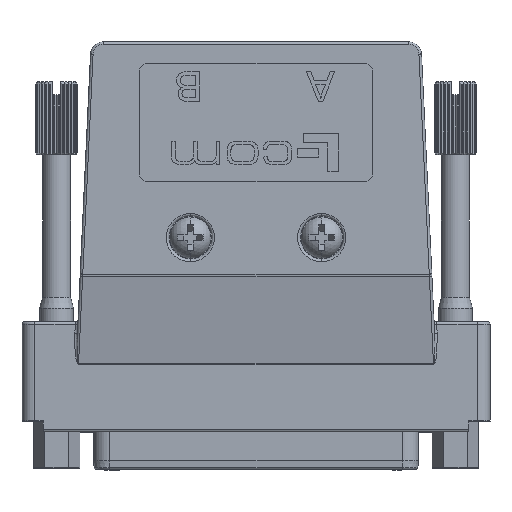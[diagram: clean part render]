
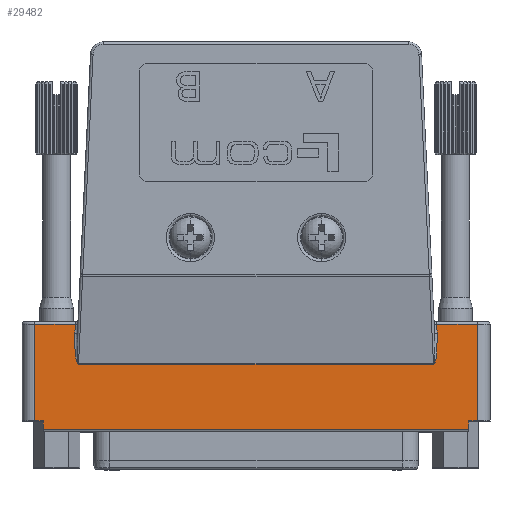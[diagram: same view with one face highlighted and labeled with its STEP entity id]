
A CAD part, top view. The second image highlights one B-rep face of the part: STEP entity #29482.
In plain terms, the highlighted planar face has unit normal (0, 0, 1).
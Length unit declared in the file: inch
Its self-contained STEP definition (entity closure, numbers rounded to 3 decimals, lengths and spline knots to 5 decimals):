
#7434 = PLANE ( 'NONE',  #89645 ) ;
#7435 = CARTESIAN_POINT ( 'NONE',  ( -1.08661, 0.51181, 0.30512 ) ) ;
#7440 = DIRECTION ( 'NONE',  ( 0., 0., -1. ) ) ;
#7441 = DIRECTION ( 'NONE',  ( -1., 0., 0. ) ) ;
#8066 = FACE_OUTER_BOUND ( 'NONE', #72686, .T. ) ;
#29482 = ADVANCED_FACE ( 'NONE', ( #8066 ), #7434, .F. ) ;
#38639 = VERTEX_POINT ( 'NONE', #51129 ) ;
#38665 = VERTEX_POINT ( 'NONE', #51166 ) ;
#38668 = VERTEX_POINT ( 'NONE', #51169 ) ;
#38672 = VERTEX_POINT ( 'NONE', #51174 ) ;
#38677 = VERTEX_POINT ( 'NONE', #51181 ) ;
#38678 = VERTEX_POINT ( 'NONE', #51183 ) ;
#38684 = VERTEX_POINT ( 'NONE', #51192 ) ;
#38689 = VERTEX_POINT ( 'NONE', #51198 ) ;
#38693 = VERTEX_POINT ( 'NONE', #51202 ) ;
#38695 = VERTEX_POINT ( 'NONE', #51205 ) ;
#38697 = VERTEX_POINT ( 'NONE', #51208 ) ;
#38699 = VERTEX_POINT ( 'NONE', #51212 ) ;
#38702 = VERTEX_POINT ( 'NONE', #51218 ) ;
#38703 = VERTEX_POINT ( 'NONE', #51220 ) ;
#45309 = EDGE_CURVE ( 'NONE', #38672, #38665, #68442, .T. ) ;
#45322 = EDGE_CURVE ( 'NONE', #38668, #38639, #68469, .T. ) ;
#45372 = EDGE_CURVE ( 'NONE', #38677, #38684, #68555, .T. ) ;
#45373 = EDGE_CURVE ( 'NONE', #38684, #38693, #77233, .T. ) ;
#45376 = EDGE_CURVE ( 'NONE', #38693, #38695, #68566, .T. ) ;
#45379 = EDGE_CURVE ( 'NONE', #38695, #38697, #68569, .T. ) ;
#45382 = EDGE_CURVE ( 'NONE', #38697, #38668, #68575, .T. ) ;
#45385 = EDGE_CURVE ( 'NONE', #38639, #38689, #68581, .T. ) ;
#45387 = EDGE_CURVE ( 'NONE', #38689, #38699, #68586, .T. ) ;
#45390 = EDGE_CURVE ( 'NONE', #38672, #38699, #68593, .T. ) ;
#45394 = EDGE_CURVE ( 'NONE', #38665, #38678, #68599, .T. ) ;
#45395 = EDGE_CURVE ( 'NONE', #38678, #38702, #68605, .T. ) ;
#45398 = EDGE_CURVE ( 'NONE', #38702, #38703, #68611, .T. ) ;
#45402 = EDGE_CURVE ( 'NONE', #38703, #38677, #77235, .T. ) ;
#51129 = CARTESIAN_POINT ( 'NONE',  ( -0.98819, 0.05118, 0.30512 ) ) ;
#51166 = CARTESIAN_POINT ( 'NONE',  ( 1.02756, 0.05118, 0.30512 ) ) ;
#51169 = CARTESIAN_POINT ( 'NONE',  ( -1.02756, 0.05118, 0.30512 ) ) ;
#51174 = CARTESIAN_POINT ( 'NONE',  ( 0.98819, 0.05118, 0.30512 ) ) ;
#51181 = CARTESIAN_POINT ( 'NONE',  ( 0.82406, 0.31398, 0.30512 ) ) ;
#51183 = CARTESIAN_POINT ( 'NONE',  ( 1.02756, 0.5, 0.30512 ) ) ;
#51192 = CARTESIAN_POINT ( 'NONE',  ( -0.82406, 0.31398, 0.30512 ) ) ;
#51198 = CARTESIAN_POINT ( 'NONE',  ( -0.98819, 0.01181, 0.30512 ) ) ;
#51202 = CARTESIAN_POINT ( 'NONE',  ( -0.84111, 0.45821, 0.30512 ) ) ;
#51205 = CARTESIAN_POINT ( 'NONE',  ( -0.83915, 0.5, 0.30512 ) ) ;
#51208 = CARTESIAN_POINT ( 'NONE',  ( -1.02756, 0.5, 0.30512 ) ) ;
#51212 = CARTESIAN_POINT ( 'NONE',  ( 0.98819, 0.01181, 0.30512 ) ) ;
#51218 = CARTESIAN_POINT ( 'NONE',  ( 0.83915, 0.5, 0.30512 ) ) ;
#51220 = CARTESIAN_POINT ( 'NONE',  ( 0.84111, 0.45821, 0.30512 ) ) ;
#68442 = LINE ( 'NONE', #75662, #68448 ) ;
#68448 = VECTOR ( 'NONE', #75653, 39.37008 ) ;
#68469 = LINE ( 'NONE', #75697, #68477 ) ;
#68477 = VECTOR ( 'NONE', #75698, 39.37008 ) ;
#68555 = LINE ( 'NONE', #75751, #68563 ) ;
#68563 = VECTOR ( 'NONE', #75753, 39.37008 ) ;
#68566 = LINE ( 'NONE', #75761, #68573 ) ;
#68569 = LINE ( 'NONE', #75764, #68578 ) ;
#68573 = VECTOR ( 'NONE', #75763, 39.37008 ) ;
#68575 = LINE ( 'NONE', #75766, #68583 ) ;
#68578 = VECTOR ( 'NONE', #75765, 39.37008 ) ;
#68581 = LINE ( 'NONE', #75768, #68590 ) ;
#68583 = VECTOR ( 'NONE', #75767, 39.37008 ) ;
#68586 = LINE ( 'NONE', #75771, #68596 ) ;
#68590 = VECTOR ( 'NONE', #75769, 39.37008 ) ;
#68593 = LINE ( 'NONE', #75776, #68602 ) ;
#68596 = VECTOR ( 'NONE', #75774, 39.37008 ) ;
#68599 = LINE ( 'NONE', #75780, #68608 ) ;
#68602 = VECTOR ( 'NONE', #75779, 39.37008 ) ;
#68605 = LINE ( 'NONE', #75785, #68614 ) ;
#68608 = VECTOR ( 'NONE', #75783, 39.37008 ) ;
#68611 = LINE ( 'NONE', #75787, #68618 ) ;
#68614 = VECTOR ( 'NONE', #75786, 39.37008 ) ;
#68618 = VECTOR ( 'NONE', #75788, 39.37008 ) ;
#70888 = ORIENTED_EDGE ( 'NONE', *, *, #45372, .T. ) ;
#70890 = ORIENTED_EDGE ( 'NONE', *, *, #45373, .T. ) ;
#70892 = ORIENTED_EDGE ( 'NONE', *, *, #45376, .T. ) ;
#70894 = ORIENTED_EDGE ( 'NONE', *, *, #45379, .T. ) ;
#70896 = ORIENTED_EDGE ( 'NONE', *, *, #45382, .T. ) ;
#70898 = ORIENTED_EDGE ( 'NONE', *, *, #45322, .T. ) ;
#70901 = ORIENTED_EDGE ( 'NONE', *, *, #45385, .T. ) ;
#70902 = ORIENTED_EDGE ( 'NONE', *, *, #45387, .T. ) ;
#70903 = ORIENTED_EDGE ( 'NONE', *, *, #45390, .F. ) ;
#70905 = ORIENTED_EDGE ( 'NONE', *, *, #45309, .T. ) ;
#70906 = ORIENTED_EDGE ( 'NONE', *, *, #45394, .T. ) ;
#70908 = ORIENTED_EDGE ( 'NONE', *, *, #45395, .T. ) ;
#70911 = ORIENTED_EDGE ( 'NONE', *, *, #45398, .T. ) ;
#70913 = ORIENTED_EDGE ( 'NONE', *, *, #45402, .T. ) ;
#72686 = EDGE_LOOP ( 'NONE', ( #70888, #70890, #70892, #70894, #70896, #70898, #70901, #70902, #70903, #70905, #70906, #70908, #70911, #70913 ) ) ;
#75653 = DIRECTION ( 'NONE',  ( 1., 0., 0. ) ) ;
#75662 = CARTESIAN_POINT ( 'NONE',  ( 0.98819, 0.05118, 0.30512 ) ) ;
#75697 = CARTESIAN_POINT ( 'NONE',  ( -0.98819, 0.05118, 0.30512 ) ) ;
#75698 = DIRECTION ( 'NONE',  ( 1., 0., 0. ) ) ;
#75738 = CARTESIAN_POINT ( 'NONE',  ( -0.83799, 0.31398, 0.30512 ) ) ;
#75744 = CARTESIAN_POINT ( 'NONE',  ( -0.82406, 0.31398, 0.30512 ) ) ;
#75751 = CARTESIAN_POINT ( 'NONE',  ( -0.83602, 0.31398, 0.30512 ) ) ;
#75753 = DIRECTION ( 'NONE',  ( -1., 0., 0. ) ) ;
#75756 = CARTESIAN_POINT ( 'NONE',  ( 0.84508, 0.37386, 0.30512 ) ) ;
#75758 = CARTESIAN_POINT ( 'NONE',  ( 0.84111, 0.45821, 0.30512 ) ) ;
#75759 = CARTESIAN_POINT ( 'NONE',  ( -0.84508, 0.37386, 0.30512 ) ) ;
#75760 = CARTESIAN_POINT ( 'NONE',  ( -0.84111, 0.45821, 0.30512 ) ) ;
#75761 = CARTESIAN_POINT ( 'NONE',  ( -0.83857, 0.51237, 0.30512 ) ) ;
#75763 = DIRECTION ( 'NONE',  ( 0.047, 0.999, 0. ) ) ;
#75764 = CARTESIAN_POINT ( 'NONE',  ( -1.08661, 0.5, 0.30512 ) ) ;
#75765 = DIRECTION ( 'NONE',  ( -1., 0., 0. ) ) ;
#75766 = CARTESIAN_POINT ( 'NONE',  ( -1.02756, 0.51181, 0.30512 ) ) ;
#75767 = DIRECTION ( 'NONE',  ( 0., -1., 0. ) ) ;
#75768 = CARTESIAN_POINT ( 'NONE',  ( -0.98819, 0.05118, 0.30512 ) ) ;
#75769 = DIRECTION ( 'NONE',  ( 0., -1., 0. ) ) ;
#75771 = CARTESIAN_POINT ( 'NONE',  ( -1.08661, 0.01181, 0.30512 ) ) ;
#75774 = DIRECTION ( 'NONE',  ( 1., 0., 0. ) ) ;
#75776 = CARTESIAN_POINT ( 'NONE',  ( 0.98819, 0.05118, 0.30512 ) ) ;
#75779 = DIRECTION ( 'NONE',  ( 0., -1., 0. ) ) ;
#75780 = CARTESIAN_POINT ( 'NONE',  ( 1.02756, 0.51181, 0.30512 ) ) ;
#75783 = DIRECTION ( 'NONE',  ( 0., 1., 0. ) ) ;
#75785 = CARTESIAN_POINT ( 'NONE',  ( -1.08661, 0.5, 0.30512 ) ) ;
#75786 = DIRECTION ( 'NONE',  ( -1., 0., 0. ) ) ;
#75787 = CARTESIAN_POINT ( 'NONE',  ( 0.84782, 0.31551, 0.30512 ) ) ;
#75788 = DIRECTION ( 'NONE',  ( 0.047, -0.999, 0. ) ) ;
#75792 = CARTESIAN_POINT ( 'NONE',  ( 0.83799, 0.31398, 0.30512 ) ) ;
#75793 = CARTESIAN_POINT ( 'NONE',  ( 0.82406, 0.31398, 0.30512 ) ) ;
#77233 =( BOUNDED_CURVE ( )  B_SPLINE_CURVE ( 3, ( #75744, #75738, #75759, #75760 ),
 .UNSPECIFIED., .F., .F. ) 
 B_SPLINE_CURVE_WITH_KNOTS ( ( 4, 4 ),
 ( 3.13385, 4.71239 ),
 .UNSPECIFIED. ) 
 CURVE ( )  GEOMETRIC_REPRESENTATION_ITEM ( )  RATIONAL_B_SPLINE_CURVE ( ( 1., 0.803, 0.803, 1. ) ) 
 REPRESENTATION_ITEM ( '' )  );
#77235 =( BOUNDED_CURVE ( )  B_SPLINE_CURVE ( 3, ( #75758, #75756, #75792, #75793 ),
 .UNSPECIFIED., .F., .F. ) 
 B_SPLINE_CURVE_WITH_KNOTS ( ( 4, 4 ),
 ( 1.5708, 3.14934 ),
 .UNSPECIFIED. ) 
 CURVE ( )  GEOMETRIC_REPRESENTATION_ITEM ( )  RATIONAL_B_SPLINE_CURVE ( ( 1., 0.803, 0.803, 1. ) ) 
 REPRESENTATION_ITEM ( '' )  );
#89645 = AXIS2_PLACEMENT_3D ( 'NONE', #7435, #7440, #7441 ) ;
